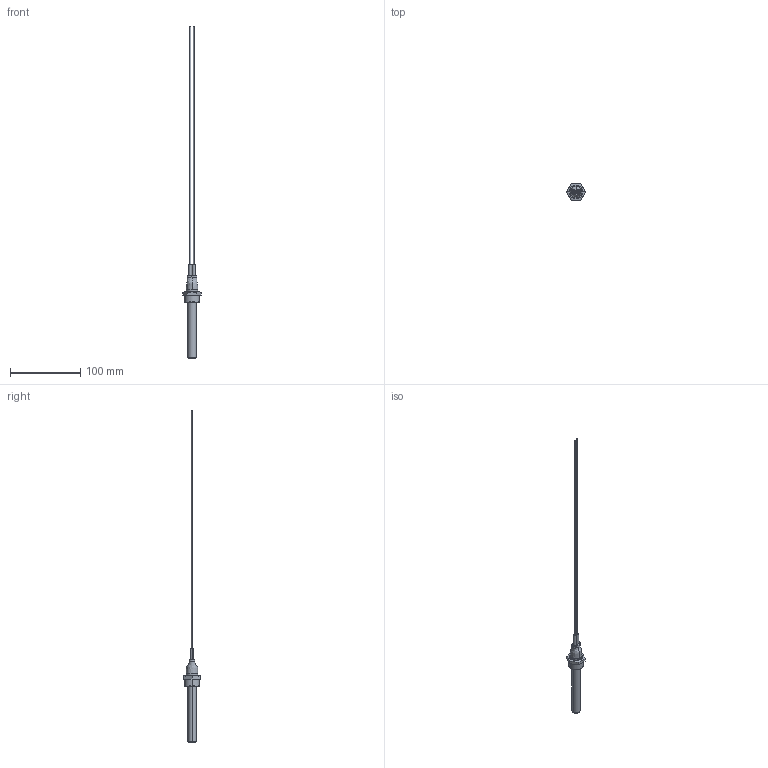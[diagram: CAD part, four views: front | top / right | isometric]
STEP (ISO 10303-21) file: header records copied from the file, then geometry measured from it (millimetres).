
FILE_DESCRIPTION (( 'STEP AP214' ), '1' );
FILE_NAME ('PSX-5-B_240V.STEP', '2015-07-02T09:49:46', ( 'pc' ), ( '' ), 'SwSTEP 2.0', 'SolidWorks 2014', '' );
FILE_SCHEMA (( 'AUTOMOTIVE_DESIGN' ));
Length unit declared in the file: millimetre
Products named in the file (1): PSX-5-B_240V
Bounding box: 26.56 x 23 x 471 mm (x, y, z)
Volume: 15201.2 mm3; surface area: 14662.2 mm2
Topology: 7 solids, 7 shells, 76 faces, 174 edges, 110 vertices
Faces by surface type: plane 32, cylinder 28, bspline 10, cone 4, torus 2
Entity records: 21699 total; most frequent: CARTESIAN_POINT 19575, ORIENTED_EDGE 348, DIRECTION 334, EDGE_CURVE 174, AXIS2_PLACEMENT_3D 135, VERTEX_POINT 110, EDGE_LOOP 88, FACE_OUTER_BOUND 76
